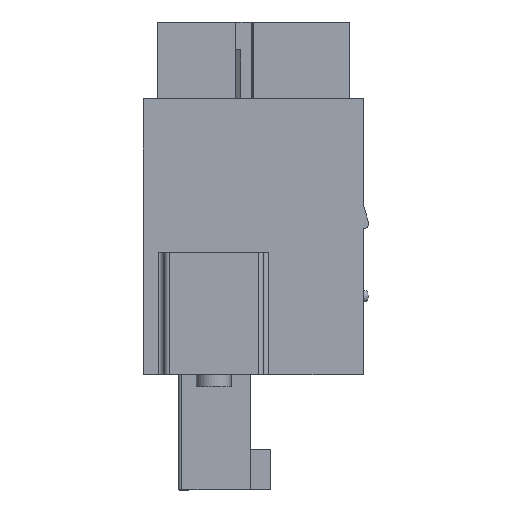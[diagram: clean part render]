
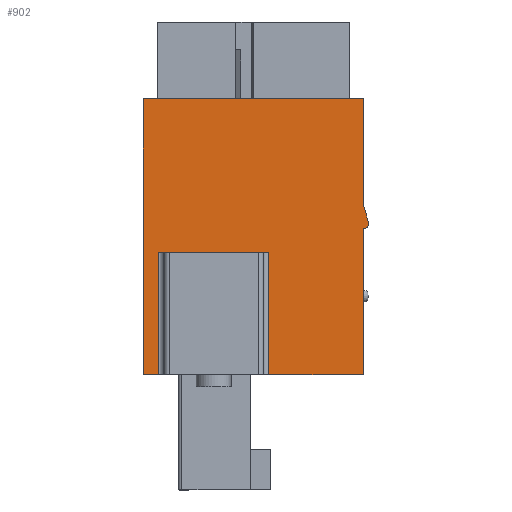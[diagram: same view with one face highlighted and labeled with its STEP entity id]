
A CAD part, left-side view. The second image highlights one B-rep face of the part: STEP entity #902.
In plain terms, the highlighted planar face has unit normal (-1, 0, 0).
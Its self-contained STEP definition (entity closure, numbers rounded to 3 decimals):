
#902 = ADVANCED_FACE( '', ( #1973 ), #1974, .F. );
#1973 = FACE_OUTER_BOUND( '', #3262, .T. );
#1974 = PLANE( '', #3263 );
#3262 = EDGE_LOOP( '', ( #5699, #5700, #5701, #5702, #5703, #5704, #5705, #5706, #5707, #5708, #5709 ) );
#3263 = AXIS2_PLACEMENT_3D( '', #5710, #5711, #5712 );
#5699 = ORIENTED_EDGE( '', *, *, #8787, .F. );
#5700 = ORIENTED_EDGE( '', *, *, #8788, .T. );
#5701 = ORIENTED_EDGE( '', *, *, #8789, .F. );
#5702 = ORIENTED_EDGE( '', *, *, #7913, .F. );
#5703 = ORIENTED_EDGE( '', *, *, #8790, .F. );
#5704 = ORIENTED_EDGE( '', *, *, #8172, .F. );
#5705 = ORIENTED_EDGE( '', *, *, #8295, .F. );
#5706 = ORIENTED_EDGE( '', *, *, #8791, .F. );
#5707 = ORIENTED_EDGE( '', *, *, #8054, .F. );
#5708 = ORIENTED_EDGE( '', *, *, #8792, .F. );
#5709 = ORIENTED_EDGE( '', *, *, #8077, .T. );
#5710 = CARTESIAN_POINT( '', ( -4.205, 0., 0. ) );
#5711 = DIRECTION( '', ( 1., 0., 0. ) );
#5712 = DIRECTION( '', ( 0., 0., -1. ) );
#7913 = EDGE_CURVE( '', #9519, #9521, #9522, .T. );
#8054 = EDGE_CURVE( '', #9774, #9775, #9776, .T. );
#8077 = EDGE_CURVE( '', #9816, #9813, #9817, .F. );
#8172 = EDGE_CURVE( '', #9975, #9977, #9978, .T. );
#8295 = EDGE_CURVE( '', #10182, #9975, #10184, .T. );
#8787 = EDGE_CURVE( '', #10939, #9813, #10940, .T. );
#8788 = EDGE_CURVE( '', #10939, #10941, #10942, .F. );
#8789 = EDGE_CURVE( '', #9521, #10941, #10943, .T. );
#8790 = EDGE_CURVE( '', #9977, #9519, #10944, .T. );
#8791 = EDGE_CURVE( '', #9775, #10182, #10945, .T. );
#8792 = EDGE_CURVE( '', #9816, #9774, #10946, .T. );
#9519 = VERTEX_POINT( '', #11858 );
#9521 = VERTEX_POINT( '', #11861 );
#9522 = LINE( '', #11862, #11863 );
#9774 = VERTEX_POINT( '', #12266 );
#9775 = VERTEX_POINT( '', #12267 );
#9776 = LINE( '', #12268, #12269 );
#9813 = VERTEX_POINT( '', #12325 );
#9816 = VERTEX_POINT( '', #12328 );
#9817 = LINE( '', #12329, #12330 );
#9975 = VERTEX_POINT( '', #12555 );
#9977 = VERTEX_POINT( '', #12558 );
#9978 = LINE( '', #12559, #12560 );
#10182 = VERTEX_POINT( '', #12853 );
#10184 = LINE( '', #12856, #12857 );
#10939 = VERTEX_POINT( '', #13962 );
#10940 = LINE( '', #13963, #13964 );
#10941 = VERTEX_POINT( '', #13965 );
#10942 = LINE( '', #13966, #13967 );
#10943 = LINE( '', #13968, #13969 );
#10944 = CIRCLE( '', #13970, 0.3 );
#10945 = LINE( '', #13971, #13972 );
#10946 = LINE( '', #13973, #13974 );
#11858 = CARTESIAN_POINT( '', ( -4.205, -6.3, 0.45 ) );
#11861 = CARTESIAN_POINT( '', ( -4.205, -6.3, -7.9 ) );
#11862 = CARTESIAN_POINT( '', ( -4.205, -6.3, 7.9 ) );
#11863 = VECTOR( '', #15022, 1000. );
#12266 = CARTESIAN_POINT( '', ( -4.205, 6.3, -7.9 ) );
#12267 = CARTESIAN_POINT( '', ( -4.205, 6.3, 7.9 ) );
#12268 = CARTESIAN_POINT( '', ( -4.205, 6.3, -7.9 ) );
#12269 = VECTOR( '', #15178, 1000. );
#12325 = CARTESIAN_POINT( '', ( -4.205, 5.425, -0.9 ) );
#12328 = CARTESIAN_POINT( '', ( -4.205, 5.425, -7.9 ) );
#12329 = CARTESIAN_POINT( '', ( -4.205, 5.425, -0.9 ) );
#12330 = VECTOR( '', #15201, 1000. );
#12555 = CARTESIAN_POINT( '', ( -4.205, -6.3, 1.85 ) );
#12558 = CARTESIAN_POINT( '', ( -4.205, -6.589, 0.832 ) );
#12559 = CARTESIAN_POINT( '', ( -4.205, -6.3, 1.85 ) );
#12560 = VECTOR( '', #15294, 1000. );
#12853 = CARTESIAN_POINT( '', ( -4.205, -6.3, 7.9 ) );
#12856 = CARTESIAN_POINT( '', ( -4.205, -6.3, 7.9 ) );
#12857 = VECTOR( '', #15406, 1000. );
#13962 = CARTESIAN_POINT( '', ( -4.205, -0.875, -0.9 ) );
#13963 = CARTESIAN_POINT( '', ( -4.205, -0.575, -0.9 ) );
#13964 = VECTOR( '', #15909, 1000. );
#13965 = CARTESIAN_POINT( '', ( -4.205, -0.875, -7.9 ) );
#13966 = CARTESIAN_POINT( '', ( -4.205, -0.875, -7.9 ) );
#13967 = VECTOR( '', #15910, 1000. );
#13968 = CARTESIAN_POINT( '', ( -4.205, -6.3, -7.9 ) );
#13969 = VECTOR( '', #15911, 1000. );
#13970 = AXIS2_PLACEMENT_3D( '', #15912, #15913, #15914 );
#13971 = CARTESIAN_POINT( '', ( -4.205, 6.3, 7.9 ) );
#13972 = VECTOR( '', #15915, 1000. );
#13973 = CARTESIAN_POINT( '', ( -4.205, -6.3, -7.9 ) );
#13974 = VECTOR( '', #15916, 1000. );
#15022 = DIRECTION( '', ( 0., 0., -1. ) );
#15178 = DIRECTION( '', ( 0., 0., 1. ) );
#15201 = DIRECTION( '', ( 0., 0., -1. ) );
#15294 = DIRECTION( '', ( 0., -0.273, -0.962 ) );
#15406 = DIRECTION( '', ( 0., 0., -1. ) );
#15909 = DIRECTION( '', ( 0., 1., 0. ) );
#15910 = DIRECTION( '', ( 0., 0., 1. ) );
#15911 = DIRECTION( '', ( 0., 1., 0. ) );
#15912 = CARTESIAN_POINT( '', ( -4.205, -6.3, 0.75 ) );
#15913 = DIRECTION( '', ( 1., 0., 0. ) );
#15914 = DIRECTION( '', ( 0., 1., 0. ) );
#15915 = DIRECTION( '', ( 0., -1., 0. ) );
#15916 = DIRECTION( '', ( 0., 1., 0. ) );
